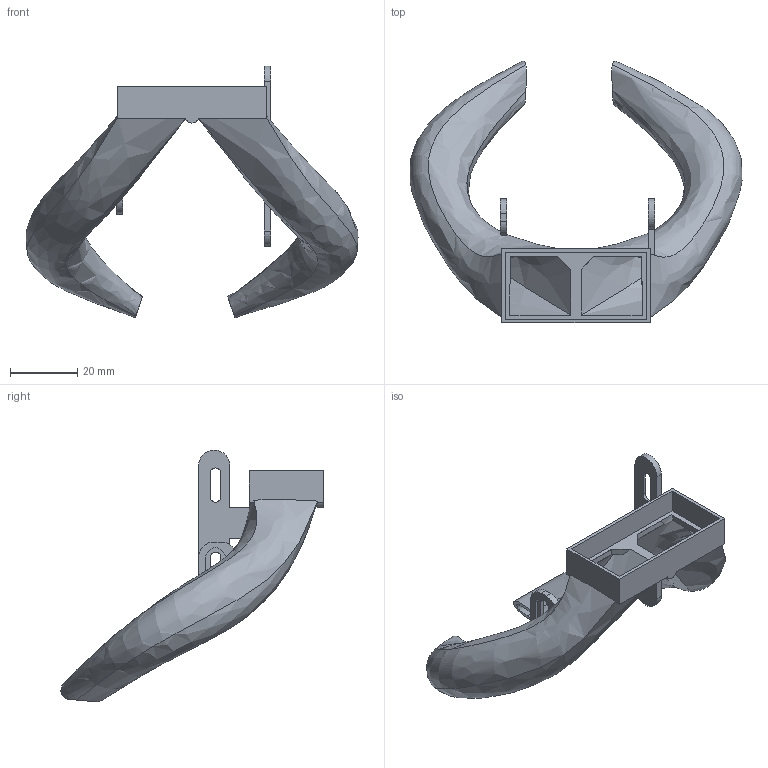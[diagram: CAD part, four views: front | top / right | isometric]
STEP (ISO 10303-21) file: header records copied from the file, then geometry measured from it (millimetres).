
FILE_DESCRIPTION(('HOOPS Exchange Step'),'2;1');
FILE_NAME('temp_export','2024-03-26T13:00:19+02:00',('kosha'),('Shapr3D Limited'),'HOOPS Exchange 2023.2','Shapr3D','Authorized');
FILE_SCHEMA( ('AUTOMOTIVE_DESIGN { 1 0 10303 214 1 1 1 1 }') );
Length unit declared in the file: millimetre
Products named in the file (3): Bodies; Sketches; root
Assembly tree (2 placements, depth 2):
  root
    Bodies
    Sketches
Bounding box: 98.78 x 78 x 74.92 mm (x, y, z)
Volume: 14962.8 mm3; surface area: 25002.4 mm2
Topology: 1 solids, 3 shells, 121 faces, 358 edges, 241 vertices
Faces by surface type: plane 71, cylinder 27, offset 12, bspline 11
Entity records: 19402 total; most frequent: CARTESIAN_POINT 16352, ORIENTED_EDGE 712, DIRECTION 468, EDGE_CURVE 356, VERTEX_POINT 241, AXIS2_PLACEMENT_3D 156, VECTOR 156, LINE 156
